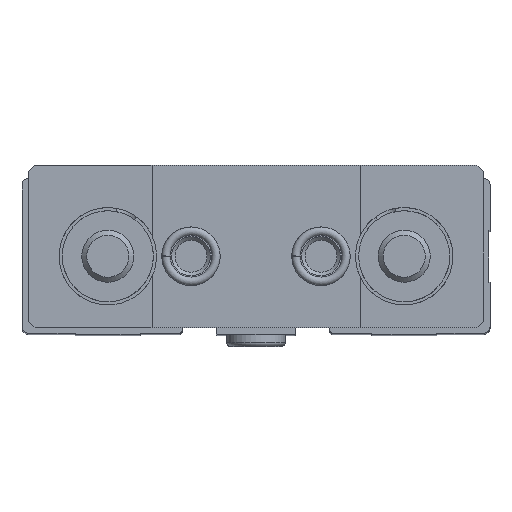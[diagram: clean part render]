
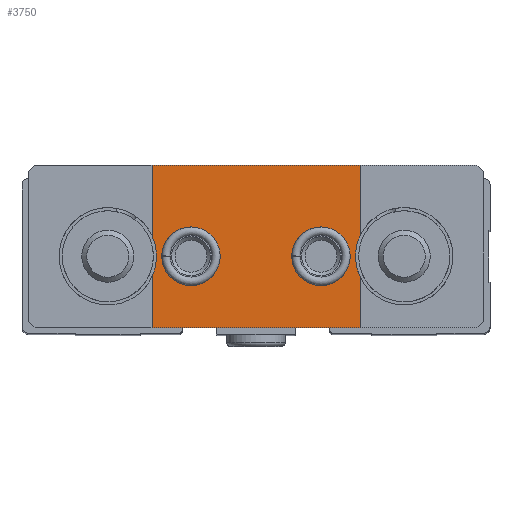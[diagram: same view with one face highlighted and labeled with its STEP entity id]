
A CAD part, top view. The second image highlights one B-rep face of the part: STEP entity #3750.
In plain terms, the highlighted planar face has unit normal (0, 0, 1).
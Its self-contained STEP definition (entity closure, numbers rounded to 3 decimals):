
#138=PLANE('',#4180);
#395=CIRCLE('',#4181,4.5);
#396=CIRCLE('',#4182,4.5);
#397=CIRCLE('',#4183,7.5);
#398=CIRCLE('',#4184,7.5);
#1138=ORIENTED_EDGE('',*,*,#1823,.F.);
#1139=ORIENTED_EDGE('',*,*,#1824,.F.);
#1140=ORIENTED_EDGE('',*,*,#1775,.T.);
#1141=ORIENTED_EDGE('',*,*,#1825,.T.);
#1142=ORIENTED_EDGE('',*,*,#1777,.T.);
#1143=ORIENTED_EDGE('',*,*,#1811,.T.);
#1144=ORIENTED_EDGE('',*,*,#1791,.T.);
#1145=ORIENTED_EDGE('',*,*,#1826,.T.);
#1146=ORIENTED_EDGE('',*,*,#1793,.T.);
#1147=ORIENTED_EDGE('',*,*,#1817,.T.);
#1775=EDGE_CURVE('',#2194,#2193,#2506,.T.);
#1777=EDGE_CURVE('',#2195,#2196,#2508,.T.);
#1791=EDGE_CURVE('',#2209,#2208,#2518,.T.);
#1793=EDGE_CURVE('',#2210,#2211,#2520,.T.);
#1811=EDGE_CURVE('',#2196,#2209,#2532,.T.);
#1817=EDGE_CURVE('',#2211,#2194,#2538,.T.);
#1823=EDGE_CURVE('',#2231,#2231,#395,.T.);
#1824=EDGE_CURVE('',#2232,#2232,#396,.T.);
#1825=EDGE_CURVE('',#2193,#2195,#397,.F.);
#1826=EDGE_CURVE('',#2208,#2210,#398,.F.);
#2193=VERTEX_POINT('',#6204);
#2194=VERTEX_POINT('',#6206);
#2195=VERTEX_POINT('',#6210);
#2196=VERTEX_POINT('',#6211);
#2208=VERTEX_POINT('',#6254);
#2209=VERTEX_POINT('',#6256);
#2210=VERTEX_POINT('',#6260);
#2211=VERTEX_POINT('',#6261);
#2231=VERTEX_POINT('',#6333);
#2232=VERTEX_POINT('',#6335);
#2506=LINE('',#6205,#2777);
#2508=LINE('',#6209,#2779);
#2518=LINE('',#6255,#2789);
#2520=LINE('',#6259,#2791);
#2532=LINE('',#6310,#2803);
#2538=LINE('',#6321,#2809);
#2777=VECTOR('',#5057,1000.);
#2779=VECTOR('',#5061,1000.);
#2789=VECTOR('',#5081,1000.);
#2791=VECTOR('',#5085,1000.);
#2803=VECTOR('',#5111,1000.);
#2809=VECTOR('',#5121,1000.);
#3055=EDGE_LOOP('',(#1138));
#3056=EDGE_LOOP('',(#1139));
#3057=EDGE_LOOP('',(#1140,#1141,#1142,#1143,#1144,#1145,#1146,#1147));
#3397=FACE_BOUND('',#3055,.T.);
#3398=FACE_BOUND('',#3056,.T.);
#3399=FACE_BOUND('',#3057,.T.);
#3750=ADVANCED_FACE('',(#3397,#3398,#3399),#138,.T.);
#4180=AXIS2_PLACEMENT_3D('',#6331,#5129,#5130);
#4181=AXIS2_PLACEMENT_3D('',#6332,#5131,#5132);
#4182=AXIS2_PLACEMENT_3D('',#6334,#5133,#5134);
#4183=AXIS2_PLACEMENT_3D('',#6336,#5135,#5136);
#4184=AXIS2_PLACEMENT_3D('',#6337,#5137,#5138);
#5057=DIRECTION('',(0.,1.,0.));
#5061=DIRECTION('',(0.,1.,0.));
#5081=DIRECTION('',(0.,-1.,0.));
#5085=DIRECTION('',(0.,-1.,0.));
#5111=DIRECTION('',(-1.,0.,0.));
#5121=DIRECTION('',(1.,0.,0.));
#5129=DIRECTION('',(0.,0.,1.));
#5130=DIRECTION('',(1.,0.,0.));
#5131=DIRECTION('',(0.,0.,1.));
#5132=DIRECTION('',(1.,0.,0.));
#5133=DIRECTION('',(0.,0.,1.));
#5134=DIRECTION('',(1.,0.,0.));
#5135=DIRECTION('',(0.,0.,1.));
#5136=DIRECTION('',(1.,0.,0.));
#5137=DIRECTION('',(0.,0.,1.));
#5138=DIRECTION('',(1.,0.,0.));
#6204=CARTESIAN_POINT('',(16.,-3.164,22.));
#6205=CARTESIAN_POINT('',(16.,0.,22.));
#6206=CARTESIAN_POINT('',(16.,-11.,22.));
#6209=CARTESIAN_POINT('',(16.,0.,22.));
#6210=CARTESIAN_POINT('',(16.,3.164,22.));
#6211=CARTESIAN_POINT('',(16.,14.,22.));
#6254=CARTESIAN_POINT('',(-16.,3.164,22.));
#6255=CARTESIAN_POINT('',(-16.,0.,22.));
#6256=CARTESIAN_POINT('',(-16.,14.,22.));
#6259=CARTESIAN_POINT('',(-16.,0.,22.));
#6260=CARTESIAN_POINT('',(-16.,-3.164,22.));
#6261=CARTESIAN_POINT('',(-16.,-11.,22.));
#6310=CARTESIAN_POINT('',(35.,14.,22.));
#6321=CARTESIAN_POINT('',(-35.,-11.,22.));
#6331=CARTESIAN_POINT('',(0.,0.,22.));
#6332=CARTESIAN_POINT('',(-10.,0.,22.));
#6333=CARTESIAN_POINT('',(-5.5,0.,22.));
#6334=CARTESIAN_POINT('',(10.,0.,22.));
#6335=CARTESIAN_POINT('',(14.5,0.,22.));
#6336=CARTESIAN_POINT('',(22.8,0.,22.));
#6337=CARTESIAN_POINT('',(-22.8,0.,22.));
